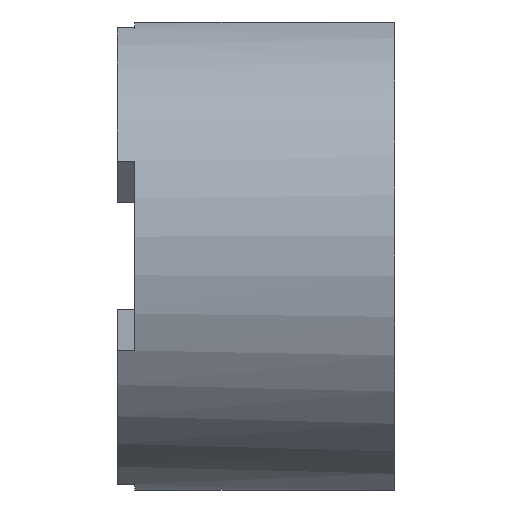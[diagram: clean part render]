
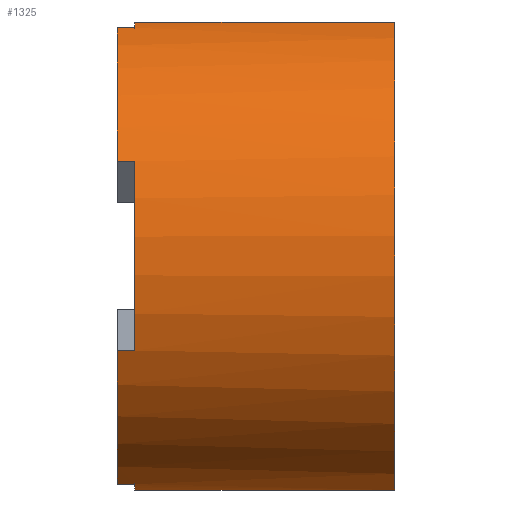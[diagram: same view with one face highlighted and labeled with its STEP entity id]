
A CAD part, left-side view. The second image highlights one B-rep face of the part: STEP entity #1325.
In plain terms, the highlighted cylindrical face has radius 142.5 mm (diameter 285 mm), a partial arc.
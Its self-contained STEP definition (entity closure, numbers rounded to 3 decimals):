
#13 = VECTOR ( 'NONE', #1692, 1000. ) ;
#19 = CARTESIAN_POINT ( 'NONE',  ( -131.653, 160., -54.532 ) ) ;
#40 = DIRECTION ( 'NONE',  ( 0., 1., 0. ) ) ;
#45 = CARTESIAN_POINT ( 'NONE',  ( 0., 160., 0. ) ) ;
#46 = ORIENTED_EDGE ( 'NONE', *, *, #2036, .T. ) ;
#57 = LINE ( 'NONE', #858, #1881 ) ;
#94 = VERTEX_POINT ( 'NONE', #1939 ) ;
#102 = CARTESIAN_POINT ( 'NONE',  ( 0., 150., 0. ) ) ;
#114 = VERTEX_POINT ( 'NONE', #1801 ) ;
#122 = EDGE_CURVE ( 'NONE', #337, #114, #1694, .T. ) ;
#131 = DIRECTION ( 'NONE',  ( 0., 0., 1. ) ) ;
#132 = ORIENTED_EDGE ( 'NONE', *, *, #1004, .T. ) ;
#156 = CARTESIAN_POINT ( 'NONE',  ( -131.653, 150., -54.532 ) ) ;
#170 = DIRECTION ( 'NONE',  ( 0., 0., 1. ) ) ;
#179 = VERTEX_POINT ( 'NONE', #1827 ) ;
#200 = LINE ( 'NONE', #2071, #575 ) ;
#211 = AXIS2_PLACEMENT_3D ( 'NONE', #820, #1652, #1329 ) ;
#213 = EDGE_CURVE ( 'NONE', #423, #548, #1462, .T. ) ;
#225 = LINE ( 'NONE', #771, #1133 ) ;
#234 = AXIS2_PLACEMENT_3D ( 'NONE', #1467, #40, #170 ) ;
#245 = CARTESIAN_POINT ( 'NONE',  ( -45.621, 160., -135. ) ) ;
#264 = DIRECTION ( 'NONE',  ( 0., 0., -1. ) ) ;
#279 = EDGE_CURVE ( 'NONE', #1702, #94, #1637, .T. ) ;
#289 = DIRECTION ( 'NONE',  ( 0., 0., -1. ) ) ;
#306 = VERTEX_POINT ( 'NONE', #19 ) ;
#333 = VERTEX_POINT ( 'NONE', #1346 ) ;
#337 = VERTEX_POINT ( 'NONE', #1400 ) ;
#404 = EDGE_CURVE ( 'NONE', #114, #2108, #200, .T. ) ;
#413 = AXIS2_PLACEMENT_3D ( 'NONE', #1606, #1465, #264 ) ;
#423 = VERTEX_POINT ( 'NONE', #1224 ) ;
#474 = DIRECTION ( 'NONE',  ( 0., 1., 0. ) ) ;
#495 = CARTESIAN_POINT ( 'NONE',  ( 0., 150., 0. ) ) ;
#509 = VECTOR ( 'NONE', #724, 1000. ) ;
#548 = VERTEX_POINT ( 'NONE', #1740 ) ;
#551 = DIRECTION ( 'NONE',  ( 0., 1., 0. ) ) ;
#553 = CIRCLE ( 'NONE', #1619, 142.5 ) ;
#574 = EDGE_CURVE ( 'NONE', #179, #333, #553, .T. ) ;
#575 = VECTOR ( 'NONE', #551, 1000. ) ;
#655 = EDGE_CURVE ( 'NONE', #548, #1702, #668, .T. ) ;
#668 = LINE ( 'NONE', #2031, #1200 ) ;
#724 = DIRECTION ( 'NONE',  ( 0., -1., 0. ) ) ;
#771 = CARTESIAN_POINT ( 'NONE',  ( -45.621, 160., 135. ) ) ;
#786 = EDGE_CURVE ( 'NONE', #337, #1491, #1416, .T. ) ;
#796 = ORIENTED_EDGE ( 'NONE', *, *, #213, .F. ) ;
#801 = CARTESIAN_POINT ( 'NONE',  ( 0., 150., 0. ) ) ;
#820 = CARTESIAN_POINT ( 'NONE',  ( 0., 160., 0. ) ) ;
#836 = DIRECTION ( 'NONE',  ( 0., 1., 0. ) ) ;
#838 = EDGE_CURVE ( 'NONE', #1491, #1027, #979, .T. ) ;
#858 = CARTESIAN_POINT ( 'NONE',  ( -54.532, 150., 131.653 ) ) ;
#938 = AXIS2_PLACEMENT_3D ( 'NONE', #45, #1160, #1998 ) ;
#979 = CIRCLE ( 'NONE', #234, 142.5 ) ;
#995 = FACE_OUTER_BOUND ( 'NONE', #1018, .T. ) ;
#1004 = EDGE_CURVE ( 'NONE', #1027, #333, #225, .T. ) ;
#1018 = EDGE_LOOP ( 'NONE', ( #1066, #1749, #2103, #132, #1616, #1096, #2058, #1286, #796, #46, #2027, #1626 ) ) ;
#1027 = VERTEX_POINT ( 'NONE', #1282 ) ;
#1066 = ORIENTED_EDGE ( 'NONE', *, *, #122, .F. ) ;
#1096 = ORIENTED_EDGE ( 'NONE', *, *, #1475, .T. ) ;
#1125 = DIRECTION ( 'NONE',  ( 0., 1., 0. ) ) ;
#1133 = VECTOR ( 'NONE', #1931, 1000. ) ;
#1160 = DIRECTION ( 'NONE',  ( 0., 1., 0. ) ) ;
#1161 = DIRECTION ( 'NONE',  ( 1., 0., 0. ) ) ;
#1200 = VECTOR ( 'NONE', #1207, 1000. ) ;
#1207 = DIRECTION ( 'NONE',  ( 0., 1., 0. ) ) ;
#1224 = CARTESIAN_POINT ( 'NONE',  ( -131.653, 150., -54.532 ) ) ;
#1282 = CARTESIAN_POINT ( 'NONE',  ( -45.621, 0., 135. ) ) ;
#1286 = ORIENTED_EDGE ( 'NONE', *, *, #655, .F. ) ;
#1325 = ADVANCED_FACE ( 'NONE', ( #995 ), #1494, .T. ) ;
#1329 = DIRECTION ( 'NONE',  ( 0., 0., 1. ) ) ;
#1346 = CARTESIAN_POINT ( 'NONE',  ( -45.621, 150., 135. ) ) ;
#1400 = CARTESIAN_POINT ( 'NONE',  ( -45.621, 150., -135. ) ) ;
#1416 = LINE ( 'NONE', #245, #509 ) ;
#1451 = AXIS2_PLACEMENT_3D ( 'NONE', #801, #1125, #131 ) ;
#1462 = CIRCLE ( 'NONE', #2034, 142.5 ) ;
#1465 = DIRECTION ( 'NONE',  ( 0., -1., 0. ) ) ;
#1467 = CARTESIAN_POINT ( 'NONE',  ( 0., 0., 0. ) ) ;
#1475 = EDGE_CURVE ( 'NONE', #179, #94, #57, .T. ) ;
#1486 = EDGE_CURVE ( 'NONE', #2108, #306, #1818, .T. ) ;
#1491 = VERTEX_POINT ( 'NONE', #1503 ) ;
#1494 = CYLINDRICAL_SURFACE ( 'NONE', #413, 142.5 ) ;
#1503 = CARTESIAN_POINT ( 'NONE',  ( -45.621, 0., -135. ) ) ;
#1606 = CARTESIAN_POINT ( 'NONE',  ( 0., 160., 0. ) ) ;
#1616 = ORIENTED_EDGE ( 'NONE', *, *, #574, .F. ) ;
#1619 = AXIS2_PLACEMENT_3D ( 'NONE', #102, #474, #289 ) ;
#1626 = ORIENTED_EDGE ( 'NONE', *, *, #404, .F. ) ;
#1637 = CIRCLE ( 'NONE', #211, 142.5 ) ;
#1652 = DIRECTION ( 'NONE',  ( 0., 1., 0. ) ) ;
#1692 = DIRECTION ( 'NONE',  ( 0., 1., 0. ) ) ;
#1694 = CIRCLE ( 'NONE', #1451, 142.5 ) ;
#1702 = VERTEX_POINT ( 'NONE', #2111 ) ;
#1740 = CARTESIAN_POINT ( 'NONE',  ( -131.653, 150., 54.532 ) ) ;
#1749 = ORIENTED_EDGE ( 'NONE', *, *, #786, .T. ) ;
#1801 = CARTESIAN_POINT ( 'NONE',  ( -54.532, 150., -131.653 ) ) ;
#1818 = CIRCLE ( 'NONE', #938, 142.5 ) ;
#1827 = CARTESIAN_POINT ( 'NONE',  ( -54.532, 150., 131.653 ) ) ;
#1881 = VECTOR ( 'NONE', #2007, 1000. ) ;
#1924 = LINE ( 'NONE', #156, #13 ) ;
#1931 = DIRECTION ( 'NONE',  ( 0., 1., 0. ) ) ;
#1939 = CARTESIAN_POINT ( 'NONE',  ( -54.532, 160., 131.653 ) ) ;
#1998 = DIRECTION ( 'NONE',  ( 0., 0., 1. ) ) ;
#2007 = DIRECTION ( 'NONE',  ( 0., 1., 0. ) ) ;
#2019 = CARTESIAN_POINT ( 'NONE',  ( -54.532, 160., -131.653 ) ) ;
#2027 = ORIENTED_EDGE ( 'NONE', *, *, #1486, .F. ) ;
#2031 = CARTESIAN_POINT ( 'NONE',  ( -131.653, 150., 54.532 ) ) ;
#2034 = AXIS2_PLACEMENT_3D ( 'NONE', #495, #836, #1161 ) ;
#2036 = EDGE_CURVE ( 'NONE', #423, #306, #1924, .T. ) ;
#2058 = ORIENTED_EDGE ( 'NONE', *, *, #279, .F. ) ;
#2071 = CARTESIAN_POINT ( 'NONE',  ( -54.532, 150., -131.653 ) ) ;
#2103 = ORIENTED_EDGE ( 'NONE', *, *, #838, .T. ) ;
#2108 = VERTEX_POINT ( 'NONE', #2019 ) ;
#2111 = CARTESIAN_POINT ( 'NONE',  ( -131.653, 160., 54.532 ) ) ;
